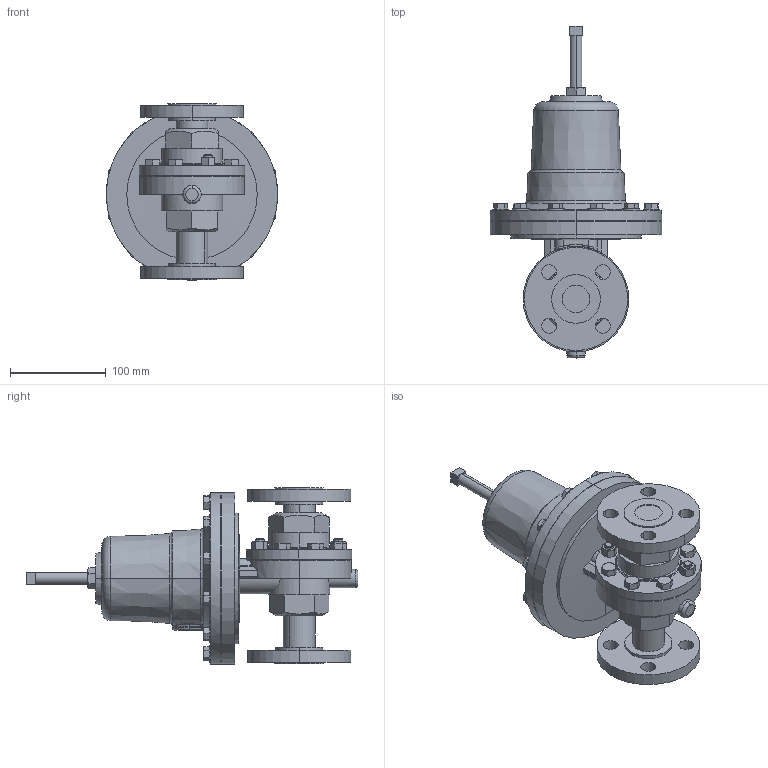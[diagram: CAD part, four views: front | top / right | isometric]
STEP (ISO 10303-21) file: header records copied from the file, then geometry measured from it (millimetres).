
FILE_DESCRIPTION (( 'STEP AP203' ), '1' );
FILE_NAME ('63-100-DI+BR-F5.STEP', '2017-07-25T12:55:20', ( '' ), ( '' ), 'SwSTEP 2.0', 'SolidWorks 2014', '' );
FILE_SCHEMA (( 'CONFIG_CONTROL_DESIGN' ));
Length unit declared in the file: inch
Products named in the file (2): 63-100-DI+BR-F5
Bounding box: 179.32 x 347.32 x 184.48 mm (x, y, z)
Volume: 2384900.6 mm3; surface area: 232965.8 mm2
Topology: 1 solids, 1 shells, 651 faces, 1560 edges, 966 vertices
Faces by surface type: plane 267, cone 168, cylinder 146, bspline 47, torus 21, sphere 2
Entity records: 28147 total; most frequent: CARTESIAN_POINT 13329, ORIENTED_EDGE 3120, DIRECTION 2921, EDGE_CURVE 1560, AXIS2_PLACEMENT_3D 1192, VERTEX_POINT 966, EDGE_LOOP 760, ADVANCED_FACE 651
